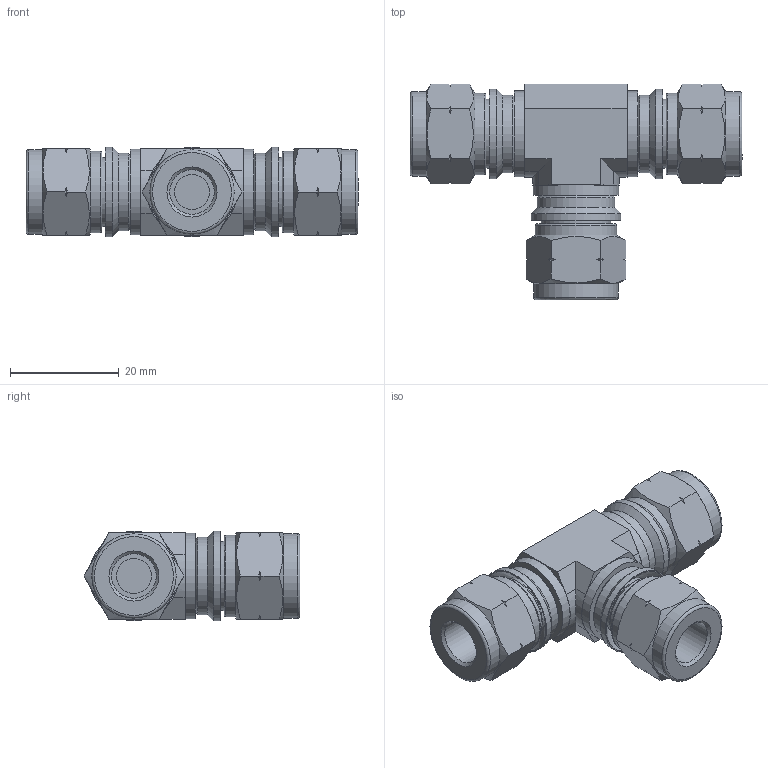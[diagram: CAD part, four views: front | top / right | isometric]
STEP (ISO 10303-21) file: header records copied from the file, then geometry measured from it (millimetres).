
FILE_DESCRIPTION(/* description */ (''),/* implementation_level */ '2;1');
FILE_NAME(/* name */ 'SUTI-8M.stp',/* time_stamp */ '2022-07-11T10:37:51+09:00',/* author */ ('user'),/* organization */ (''),/* preprocessor_version */ 'ST-DEVELOPER v18.1',/* originating_system */ 'Autodesk Inventor 2022',/* authorisation */ '');
FILE_SCHEMA (('AUTOMOTIVE_DESIGN { 1 0 10303 214 3 1 1 }'));
Length unit declared in the file: millimetre
Products named in the file (1): SUT-8M
Bounding box: 61.01 x 39.67 x 16.5 mm (x, y, z)
Volume: 13554.3 mm3; surface area: 8131.7 mm2
Topology: 1 solids, 1 shells, 154 faces, 353 edges, 222 vertices
Faces by surface type: cone 60, plane 54, cylinder 34, torus 6
Full cylindrical faces by diameter (mm): 6.4 x3, 8.2 x3, 11 x3, 11.4 x3, 12.7 x3, 14.2 x3, 15 x3, 15.5 x3, 15.8 x3, 16.5 x3
Entity records: 4244 total; most frequent: CARTESIAN_POINT 946, ORIENTED_EDGE 706, DIRECTION 669, EDGE_CURVE 353, AXIS2_PLACEMENT_3D 269, VERTEX_POINT 222, EDGE_LOOP 175, FACE_OUTER_BOUND 154
